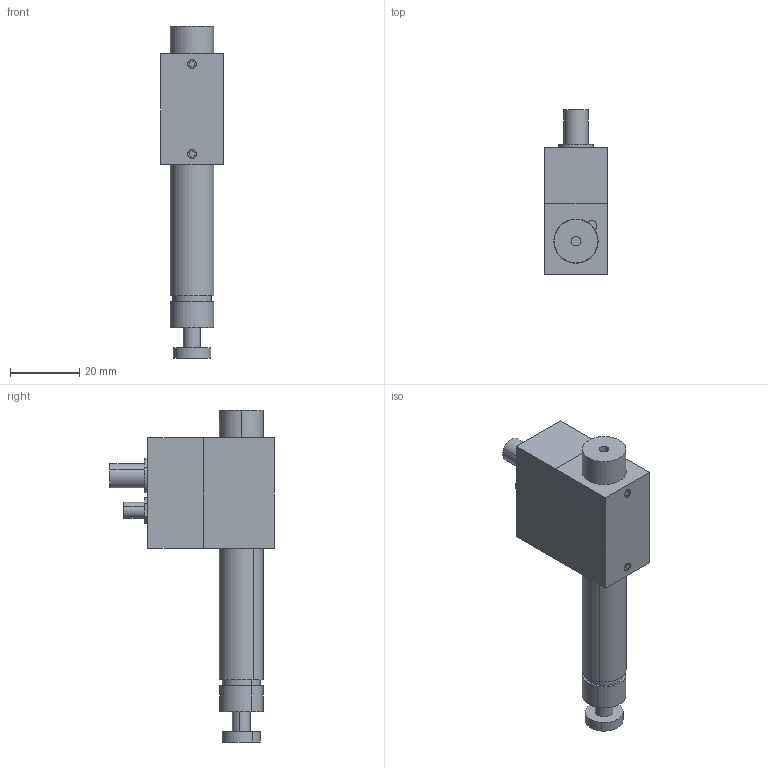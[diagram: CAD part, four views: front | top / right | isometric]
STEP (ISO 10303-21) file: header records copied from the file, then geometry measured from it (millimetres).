
FILE_DESCRIPTION (( 'STEP AP214' ), '1' );
FILE_NAME ('12771-E0W.step', '2007-11-13T06:07:03', ( ' ' ), ( ' ' ), 'SwSTEP 2.0', 'SolidWorks 2007', '' );
FILE_SCHEMA (( 'AUTOMOTIVE_DESIGN' ));
Length unit declared in the file: inch
Products named in the file (1): 12771-E0W
Bounding box: 18 x 47.5 x 96 mm (x, y, z)
Surface area: 10267.9 mm2 (no closed solid volume)
Topology: 0 solids, 13 shells, 110 faces, 308 edges, 204 vertices
Faces by surface type: plane 60, cylinder 38, cone 12
Entity records: 5248 total; most frequent: CARTESIAN_POINT 972, DIRECTION 612, ORIENTED_EDGE 506, EDGE_CURVE 304, AXIS2_PLACEMENT_3D 216, VERTEX_POINT 204, LINE 180, VECTOR 180
